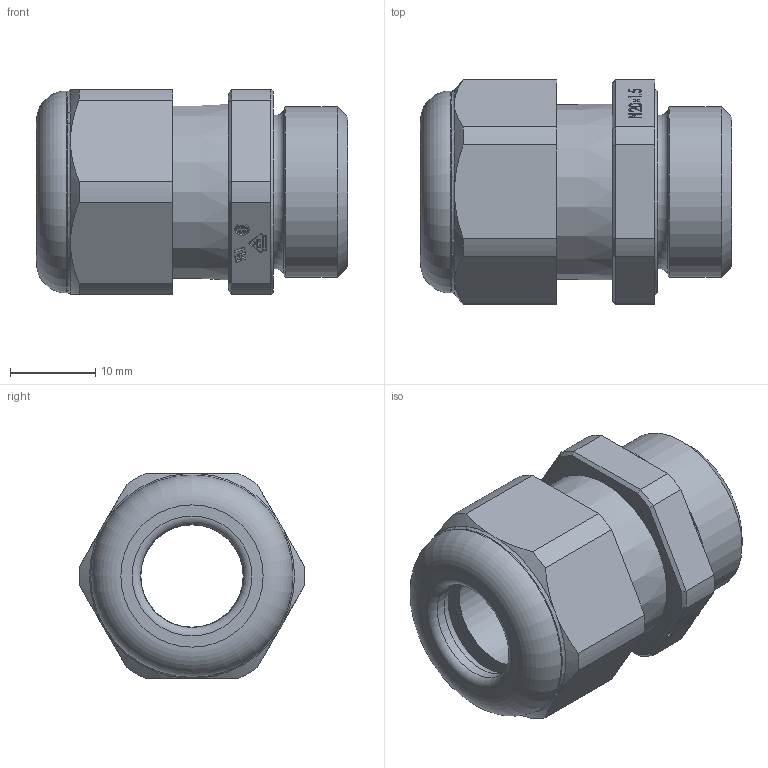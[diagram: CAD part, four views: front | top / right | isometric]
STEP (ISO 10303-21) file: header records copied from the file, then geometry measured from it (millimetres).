
FILE_DESCRIPTION(/* description */ ('HSK-K-PVDF Metr.-Standard Cable Glands'),/* implementation_level */ '2;1');
FILE_NAME(/* name */ '1299200050.stp',/* time_stamp */ '2021-10-13T08:29:53+02:00',/* author */ ('sl'),/* organization */ ('HUMMEL'),/* preprocessor_version */ 'ST-DEVELOPER v16.5',/* originating_system */ 'Autodesk Inventor 2017',/* authorisation */ '');
FILE_SCHEMA (('AUTOMOTIVE_DESIGN { 1 0 10303 214 3 1 1 }'));
Length unit declared in the file: millimetre
Products named in the file (4): HSK-K-PVDF 1.299.2000.50; HSK-K-PVDF 1.299.2000.50-Gland; HSK-K-PVDF 1.299.2000.50-Nut; HSK-K-PVDF 1.299.2000.50-Sealing insert
Assembly tree (3 placements, depth 2):
  HSK-K-PVDF 1.299.2000.50
    HSK-K-PVDF 1.299.2000.50-Gland
    HSK-K-PVDF 1.299.2000.50-Nut
    HSK-K-PVDF 1.299.2000.50-Sealing insert
Bounding box: 36.5 x 26.39 x 24 mm (x, y, z)
Volume: 10441.8 mm3; surface area: 7855.1 mm2
Topology: 3 solids, 3 shells, 514 faces, 1367 edges, 900 vertices
Faces by surface type: plane 307, cylinder 178, cone 21, torus 8
Full cylindrical faces by diameter (mm): 12 x1, 12.1 x1, 12.2 x1, 14.1 x2, 15.7 x2, 18.7 x1, 20 x1, 23.7 x1
Entity records: 15952 total; most frequent: CARTESIAN_POINT 2811, DIRECTION 2764, ORIENTED_EDGE 2676, EDGE_CURVE 1338, AXIS2_PLACEMENT_3D 923, LINE 918, VECTOR 918, VERTEX_POINT 898
